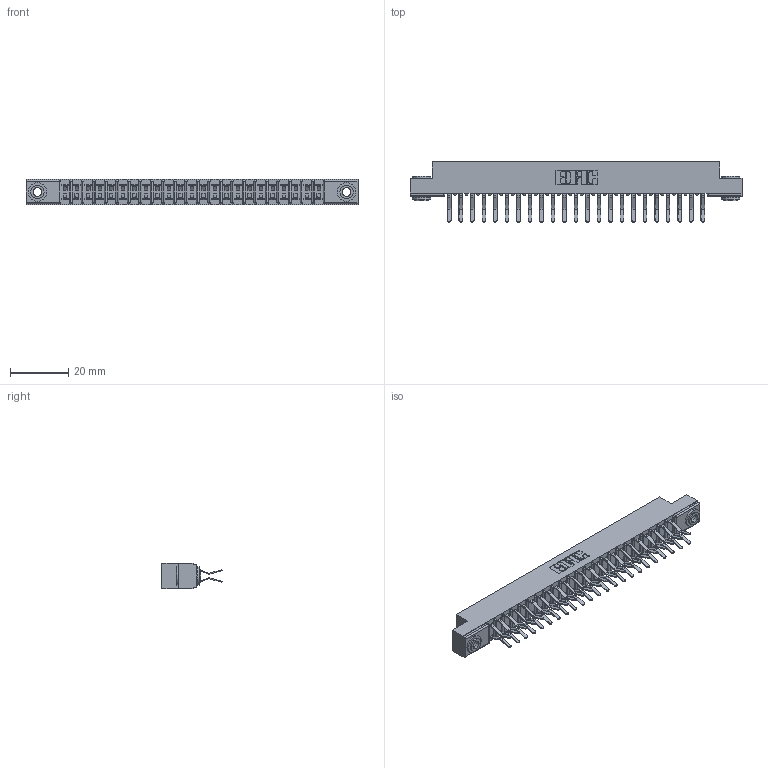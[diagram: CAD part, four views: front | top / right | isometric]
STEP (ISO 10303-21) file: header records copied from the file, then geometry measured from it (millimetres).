
FILE_DESCRIPTION (( 'STEP AP203' ), '1' );
FILE_NAME ('357-046-460-203.STEP', '2020-10-04T02:38:38', ( '' ), ( '' ), 'SwSTEP 2.0', 'SolidWorks 2020', '' );
FILE_SCHEMA (( 'CONFIG_CONTROL_DESIGN' ));
Length unit declared in the file: inch
Products named in the file (4): 345-250-002_345-250-002-102; 307 Part_.156 Dia Mounting Holes; 307-290-001_560; 357-046-460-203
Assembly tree (49 placements, depth 2):
  357-046-460-203
    307 Part_.156 Dia Mounting Holes
    307-290-001_560  x46
    345-250-002_345-250-002-102  x2
Bounding box: 114.15 x 20.73 x 8.71 mm (x, y, z)
Volume: 7525 mm3; surface area: 13938.6 mm2
Topology: 49 solids, 49 shells, 2494 faces, 6967 edges, 4514 vertices
Faces by surface type: plane 1612, cylinder 826, sphere 48, cone 8
Entity records: 23965 total; most frequent: CARTESIAN_POINT 3908, ORIENTED_EDGE 3862, DIRECTION 3851, EDGE_CURVE 1931, LINE 1465, VECTOR 1465, VERTEX_POINT 1250, AXIS2_PLACEMENT_3D 1193
